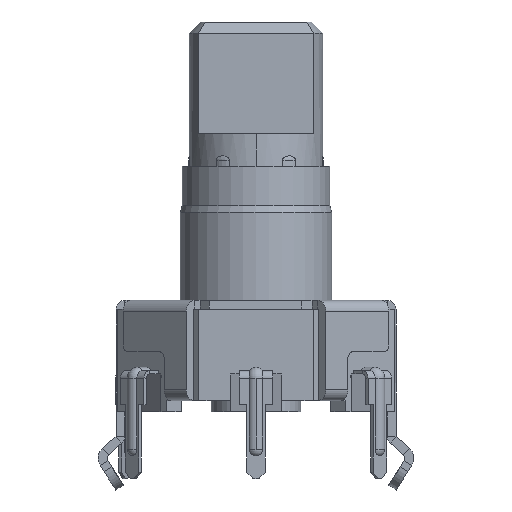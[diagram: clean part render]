
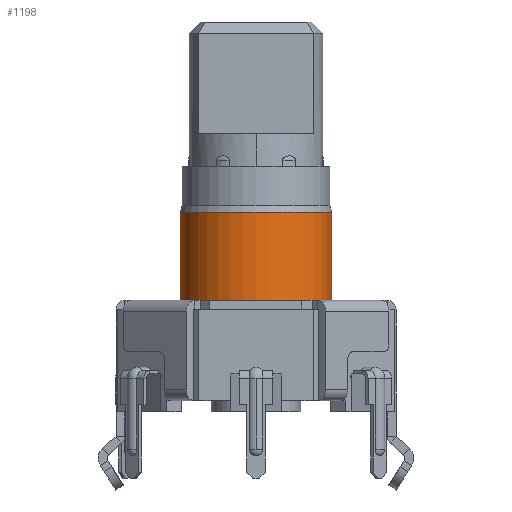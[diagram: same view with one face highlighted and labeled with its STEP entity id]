
A CAD part, front view. The second image highlights one B-rep face of the part: STEP entity #1198.
In plain terms, the highlighted cylindrical face has radius 3.4 mm (diameter 6.8 mm), a partial arc.
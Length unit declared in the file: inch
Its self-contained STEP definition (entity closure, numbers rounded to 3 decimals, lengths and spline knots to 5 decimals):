
#1198=ADVANCED_FACE('',(#2421),#2422,.T.);
#2421=FACE_OUTER_BOUND('',#3665,.T.);
#2422=CYLINDRICAL_SURFACE('',#3666,0.13386);
#3665=EDGE_LOOP('',(#7171,#7172,#7173,#7174));
#3666=AXIS2_PLACEMENT_3D('',#7175,#7176,#7177);
#7171=ORIENTED_EDGE('',*,*,#7480,.T.);
#7172=ORIENTED_EDGE('',*,*,#8690,.T.);
#7173=ORIENTED_EDGE('',*,*,#7482,.T.);
#7174=ORIENTED_EDGE('',*,*,#8627,.T.);
#7175=CARTESIAN_POINT('',(0.,0.,-0.19842));
#7176=DIRECTION('',(0.,0.,-1.0));
#7177=DIRECTION('',(1.0,0.,0.));
#7480=EDGE_CURVE('',#8933,#8934,#8935,.T.);
#7482=EDGE_CURVE('',#8938,#8936,#8939,.T.);
#8627=EDGE_CURVE('',#8936,#8933,#10670,.F.);
#8690=EDGE_CURVE('',#8934,#8938,#10751,.T.);
#8933=VERTEX_POINT('',#11012);
#8934=VERTEX_POINT('',#11013);
#8935=LINE('',#11014,#11015);
#8936=VERTEX_POINT('',#11016);
#8938=VERTEX_POINT('',#11018);
#8939=LINE('',#11019,#11020);
#10670=CIRCLE('',#13564,0.13386);
#10751=CIRCLE('',#13682,0.13386);
#11012=CARTESIAN_POINT('',(0.13386,0.,0.19685));
#11013=CARTESIAN_POINT('',(0.13386,0.,0.35194));
#11014=CARTESIAN_POINT('',(0.13386,0.,0.2744));
#11015=VECTOR('',#14022,1.0);
#11016=CARTESIAN_POINT('',(-0.13386,0.,0.19685));
#11018=CARTESIAN_POINT('',(-0.13386,0.,0.35194));
#11019=CARTESIAN_POINT('',(-0.13386,0.,0.2744));
#11020=VECTOR('',#14026,1.0);
#13564=AXIS2_PLACEMENT_3D('',#15326,#15327,#15328);
#13682=AXIS2_PLACEMENT_3D('',#15402,#15403,#15404);
#14022=DIRECTION('',(0.,0.,1.0));
#14026=DIRECTION('',(0.,0.,-1.0));
#15326=CARTESIAN_POINT('',(0.,0.,0.19685));
#15327=DIRECTION('',(0.,0.,-1.0));
#15328=DIRECTION('',(1.0,0.,0.));
#15402=CARTESIAN_POINT('',(0.,0.,0.35194));
#15403=DIRECTION('',(0.,0.,-1.0));
#15404=DIRECTION('',(1.0,0.,0.));
